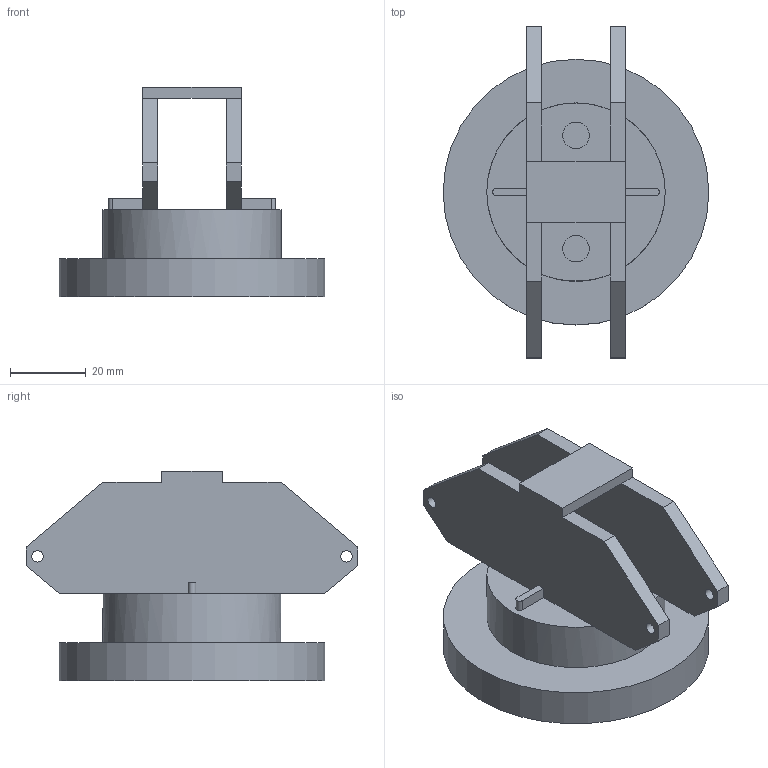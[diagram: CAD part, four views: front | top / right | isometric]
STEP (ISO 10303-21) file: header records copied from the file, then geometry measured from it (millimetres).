
FILE_DESCRIPTION(/* description */ (''),/* implementation_level */ '2;1');
FILE_NAME(/* name */ '5f02fc4dca10411899473ac4',/* time_stamp */ '2020-07-06T10:26:23+00:00',/* author */ (''),/* organization */ (''),/* preprocessor_version */ 'ST-DEVELOPER v16.7',/* originating_system */ $,/* authorisation */ $);
FILE_SCHEMA (('AUTOMOTIVE_DESIGN {1 0 10303 214 3 1 1}'));
Length unit declared in the file: metre
Products named in the file (1): Jaw 6
Bounding box: 70 x 87.47 x 55.31 mm (x, y, z)
Volume: 76175.8 mm3; surface area: 23168.1 mm2
Topology: 1 solids, 1 shells, 53 faces, 137 edges, 88 vertices
Faces by surface type: plane 42, cylinder 11
Full cylindrical faces by diameter (mm): 3 x4, 7 x2, 20 x1, 47 x1, 70 x1
Entity records: 1578 total; most frequent: CARTESIAN_POINT 264, DIRECTION 262, ORIENTED_EDGE 250, EDGE_CURVE 125, LINE 96, VECTOR 96, VERTEX_POINT 85, AXIS2_PLACEMENT_3D 83
